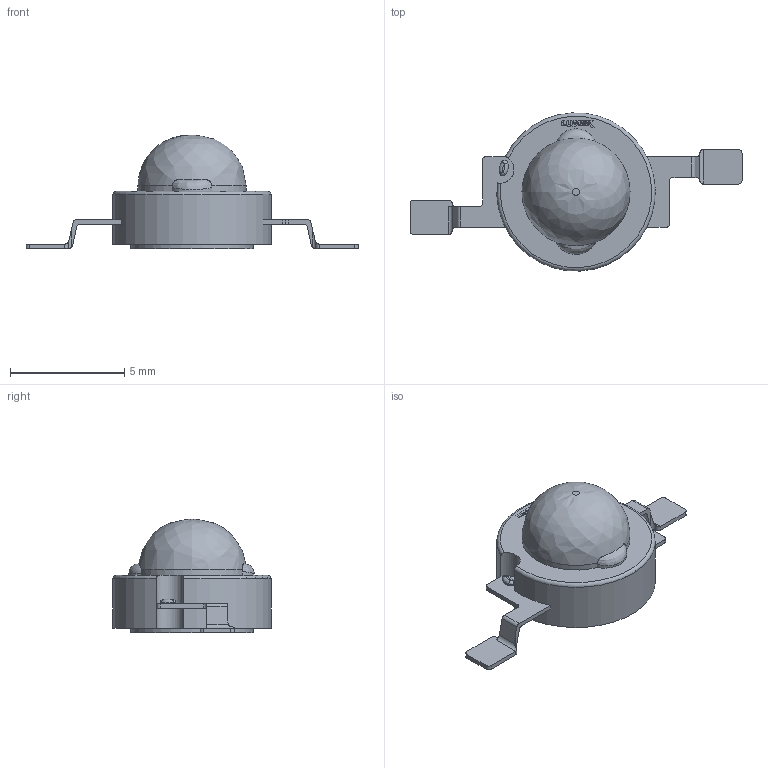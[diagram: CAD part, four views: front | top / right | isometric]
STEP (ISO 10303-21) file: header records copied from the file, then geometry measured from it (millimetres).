
FILE_DESCRIPTION(/* description */ (''),/* implementation_level */ '2;1');
FILE_NAME(/* name */ '1.stp',/* time_stamp */ '2021-05-16T11:38:07+02:00',/* author */ ('k'),/* organization */ (''),/* preprocessor_version */ 'ST-DEVELOPER v15.6',/* originating_system */ 'Autodesk Inventor 2015',/* authorisation */ '');
FILE_SCHEMA (('AUTOMOTIVE_DESIGN { 1 0 10303 214 3 1 1 }'));
Length unit declared in the file: millimetre
Products named in the file (5): 1; 2; 3; Lumex Logo
Bounding box: 14.5 x 6.9 x 4.95 mm (x, y, z)
Volume: 123.4 mm3; surface area: 221.6 mm2
Topology: 23 solids, 23 shells, 232 faces, 554 edges, 368 vertices
Faces by surface type: plane 184, cylinder 39, bspline 7, torus 2
Full cylindrical faces by diameter (mm): 5.333 x1
Entity records: 7211 total; most frequent: CARTESIAN_POINT 1722, ORIENTED_EDGE 1102, DIRECTION 1066, EDGE_CURVE 551, LINE 436, VECTOR 436, VERTEX_POINT 368, AXIS2_PLACEMENT_3D 315
